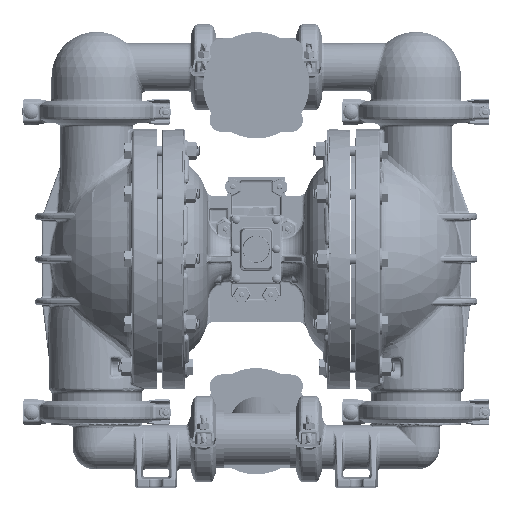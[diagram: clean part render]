
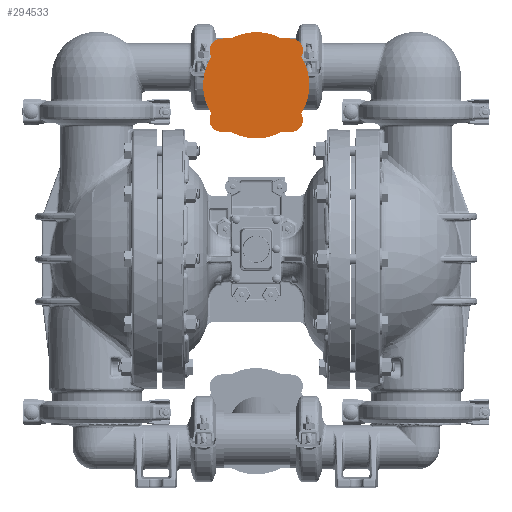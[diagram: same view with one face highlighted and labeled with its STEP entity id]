
A CAD part, top view. The second image highlights one B-rep face of the part: STEP entity #294533.
In plain terms, the highlighted planar face has unit normal (0, 0, 1).
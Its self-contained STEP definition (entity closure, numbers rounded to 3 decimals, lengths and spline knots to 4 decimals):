
#293979=CARTESIAN_POINT('',(0.,8.172,4.7462));
#293980=DIRECTION('',(0.,0.,-1.));
#293981=DIRECTION('',(0.469,-0.883,0.));
#293982=AXIS2_PLACEMENT_3D('',#293979,#293980,#293981);
#293984=DIRECTION('',(1.,-0.026,0.));
#293985=VECTOR('',#293984,0.4765);
#293986=CARTESIAN_POINT('',(-1.6498,5.977,
4.7462));
#293987=LINE('',#293986,#293985);
#293988=CARTESIAN_POINT('',(-1.6352,6.5368,
4.7462));
#293989=DIRECTION('',(0.,0.,-1.));
#293990=DIRECTION('',(-0.026,-1.,0.));
#293991=AXIS2_PLACEMENT_3D('',#293988,#293989,#293990);
#293993=CARTESIAN_POINT('',(0.,8.172,4.7462));
#293994=DIRECTION('',(0.,0.,-1.));
#293995=DIRECTION('',(-0.844,-0.536,0.));
#293996=AXIS2_PLACEMENT_3D('',#293993,#293994,#293995);
#293998=CARTESIAN_POINT('',(-1.6352,9.8072,
4.7462));
#293999=DIRECTION('',(0.,0.,-1.));
#294000=DIRECTION('',(-0.849,-0.528,0.));
#294001=AXIS2_PLACEMENT_3D('',#293998,#293999,#294000);
#294003=DIRECTION('',(-1.,-0.026,0.));
#294004=VECTOR('',#294003,0.4765);
#294005=CARTESIAN_POINT('',(-1.1735,10.3795,
4.7462));
#294006=LINE('',#294005,#294004);
#294007=CARTESIAN_POINT('',(0.,8.172,4.7462));
#294008=DIRECTION('',(0.,0.,-1.));
#294009=DIRECTION('',(-0.469,0.883,0.));
#294010=AXIS2_PLACEMENT_3D('',#294007,#294008,#294009);
#294012=DIRECTION('',(-1.,0.026,0.));
#294013=VECTOR('',#294012,0.4765);
#294014=CARTESIAN_POINT('',(1.6498,10.367,
4.7462));
#294015=LINE('',#294014,#294013);
#294016=CARTESIAN_POINT('',(1.6352,9.8072,
4.7462));
#294017=DIRECTION('',(0.,0.,-1.));
#294018=DIRECTION('',(0.026,1.,0.));
#294019=AXIS2_PLACEMENT_3D('',#294016,#294017,#294018);
#294021=CARTESIAN_POINT('',(0.,8.172,4.7462));
#294022=DIRECTION('',(0.,0.,-1.));
#294023=DIRECTION('',(0.844,0.536,0.));
#294024=AXIS2_PLACEMENT_3D('',#294021,#294022,#294023);
#294026=CARTESIAN_POINT('',(1.6352,6.5368,
4.7462));
#294027=DIRECTION('',(0.,0.,-1.));
#294028=DIRECTION('',(0.849,0.528,0.));
#294029=AXIS2_PLACEMENT_3D('',#294026,#294027,#294028);
#294031=DIRECTION('',(1.,0.026,0.));
#294032=VECTOR('',#294031,0.4765);
#294033=CARTESIAN_POINT('',(1.1735,5.9645,
4.7462));
#294034=LINE('',#294033,#294032);
#294215=CARTESIAN_POINT('',(2.1108,9.5116,
4.7462));
#294216=CARTESIAN_POINT('',(2.1108,6.8324,
4.7462));
#294217=VERTEX_POINT('',#294215);
#294218=VERTEX_POINT('',#294216);
#294219=CARTESIAN_POINT('',(-2.1108,6.8324,
4.7462));
#294220=CARTESIAN_POINT('',(-2.1108,9.5116,
4.7462));
#294221=VERTEX_POINT('',#294219);
#294222=VERTEX_POINT('',#294220);
#294237=CARTESIAN_POINT('',(-1.6498,10.367,
4.7462));
#294239=VERTEX_POINT('',#294237);
#294241=CARTESIAN_POINT('',(-1.1735,10.3795,
4.7462));
#294243=VERTEX_POINT('',#294241);
#294245=CARTESIAN_POINT('',(1.1735,10.3795,
4.7462));
#294247=VERTEX_POINT('',#294245);
#294249=CARTESIAN_POINT('',(1.6498,10.367,
4.7462));
#294251=VERTEX_POINT('',#294249);
#294253=CARTESIAN_POINT('',(1.6498,5.977,
4.7462));
#294255=VERTEX_POINT('',#294253);
#294257=CARTESIAN_POINT('',(1.1735,5.9645,
4.7462));
#294259=VERTEX_POINT('',#294257);
#294261=CARTESIAN_POINT('',(-1.1735,5.9645,
4.7462));
#294263=VERTEX_POINT('',#294261);
#294265=CARTESIAN_POINT('',(-1.6498,5.977,
4.7462));
#294267=VERTEX_POINT('',#294265);
#294502=CARTESIAN_POINT('',(0.,9.02,4.7462));
#294503=DIRECTION('',(0.,0.,-1.));
#294504=DIRECTION('',(0.,-1.,0.));
#294505=AXIS2_PLACEMENT_3D('',#294502,#294503,#294504);
#294506=PLANE('',#294505);
#294508=ORIENTED_EDGE('',*,*,#294507,.T.);
#294510=ORIENTED_EDGE('',*,*,#294509,.F.);
#294512=ORIENTED_EDGE('',*,*,#294511,.T.);
#294514=ORIENTED_EDGE('',*,*,#294513,.T.);
#294516=ORIENTED_EDGE('',*,*,#294515,.T.);
#294518=ORIENTED_EDGE('',*,*,#294517,.F.);
#294520=ORIENTED_EDGE('',*,*,#294519,.T.);
#294522=ORIENTED_EDGE('',*,*,#294521,.F.);
#294524=ORIENTED_EDGE('',*,*,#294523,.T.);
#294526=ORIENTED_EDGE('',*,*,#294525,.T.);
#294528=ORIENTED_EDGE('',*,*,#294527,.T.);
#294530=ORIENTED_EDGE('',*,*,#294529,.F.);
#294531=EDGE_LOOP('',(#294508,#294510,#294512,#294514,#294516,#294518,#294520,
#294522,#294524,#294526,#294528,#294530));
#294532=FACE_OUTER_BOUND('',#294531,.F.);
#294533=ADVANCED_FACE('',(#294532),#294506,.F.);
#293983=CIRCLE('',#293982,2.5);
#293992=CIRCLE('',#293991,0.56);
#293997=CIRCLE('',#293996,2.5);
#294002=CIRCLE('',#294001,0.56);
#294011=CIRCLE('',#294010,2.5);
#294020=CIRCLE('',#294019,0.56);
#294025=CIRCLE('',#294024,2.5);
#294030=CIRCLE('',#294029,0.56);
#294507=EDGE_CURVE('',#294259,#294263,#293983,.T.);
#294509=EDGE_CURVE('',#294267,#294263,#293987,.T.);
#294511=EDGE_CURVE('',#294267,#294221,#293992,.T.);
#294513=EDGE_CURVE('',#294221,#294222,#293997,.T.);
#294515=EDGE_CURVE('',#294222,#294239,#294002,.T.);
#294517=EDGE_CURVE('',#294243,#294239,#294006,.T.);
#294519=EDGE_CURVE('',#294243,#294247,#294011,.T.);
#294521=EDGE_CURVE('',#294251,#294247,#294015,.T.);
#294523=EDGE_CURVE('',#294251,#294217,#294020,.T.);
#294525=EDGE_CURVE('',#294217,#294218,#294025,.T.);
#294527=EDGE_CURVE('',#294218,#294255,#294030,.T.);
#294529=EDGE_CURVE('',#294259,#294255,#294034,.T.);
